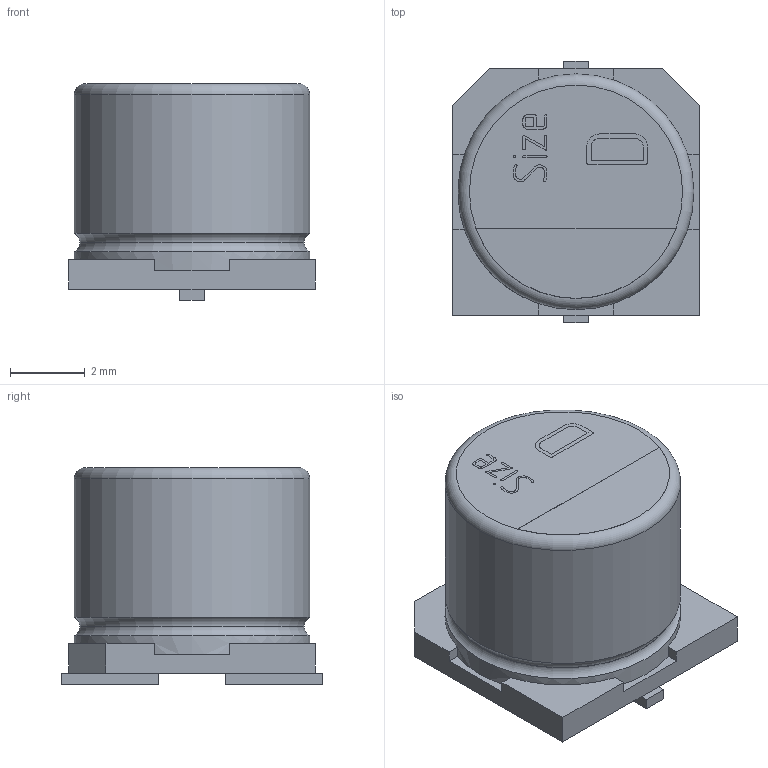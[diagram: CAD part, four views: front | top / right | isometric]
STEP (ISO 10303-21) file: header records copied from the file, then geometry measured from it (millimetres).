
FILE_DESCRIPTION(('STEP AP242'), '1');
FILE_NAME('櫻蠉錪', '', ('UNSPECIFIED'), ('UNSPECIFIED'), 'C3D Converter', 'C3D Toolkit', '');
FILE_SCHEMA(('AP242_MANAGED_MODEL_BASED_3D_ENGINEERING_MIM_LF { 1 0 10303 442 1 1 4 }'));
Length unit declared in the file: millimetre
Bounding box: 6.6 x 7 x 5.8 mm (x, y, z)
Volume: 179.7 mm3; surface area: 231.7 mm2
Topology: 10 solids, 10 shells, 321 faces, 875 edges, 582 vertices
Faces by surface type: extrusion 162, plane 151, cylinder 5, torus 3
Full cylindrical faces by diameter (mm): 6 x1, 6.3 x2
Entity records: 12906 total; most frequent: CARTESIAN_POINT 2753, ORIENTED_EDGE 1738, DIRECTION 1046, EDGE_CURVE 869, VECTOR 684, VERTEX_POINT 582, LINE 522, B_SPLINE_CURVE_WITH_KNOTS 488
